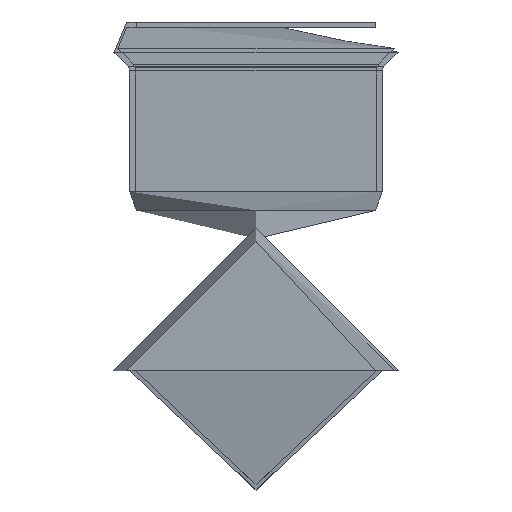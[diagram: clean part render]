
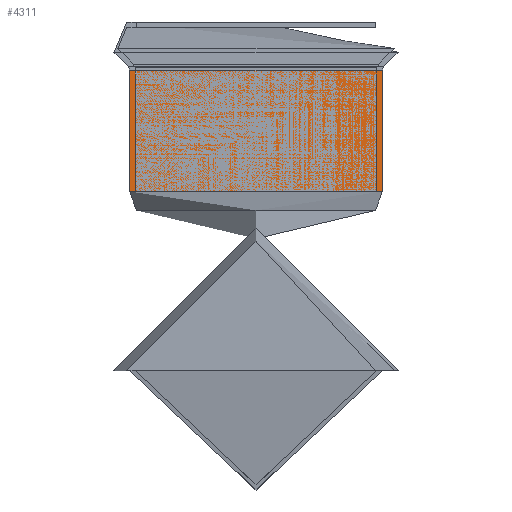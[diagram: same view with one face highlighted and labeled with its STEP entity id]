
A CAD part, left-side view. The second image highlights one B-rep face of the part: STEP entity #4311.
In plain terms, the highlighted free-form (B-spline) face has degree [1, 2] with [2, 9] control points.
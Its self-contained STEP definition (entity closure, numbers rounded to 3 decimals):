
#4250 = VERTEX_POINT('',#4251);
#4251 = CARTESIAN_POINT('',(17.912,0.,46.95));
#4257 = EDGE_CURVE('',#4258,#4250,#4260,.T.);
#4258 = VERTEX_POINT('',#4259);
#4259 = CARTESIAN_POINT('',(17.912,46.95,0.));
#4260 = ( BOUNDED_CURVE() B_SPLINE_CURVE(2,(#4261,#4262,#4263),
.UNSPECIFIED.,.F.,.F.) B_SPLINE_CURVE_WITH_KNOTS((3,3),(0.,
1.571),.PIECEWISE_BEZIER_KNOTS.) CURVE() 
GEOMETRIC_REPRESENTATION_ITEM() RATIONAL_B_SPLINE_CURVE((1.,
0.707,1.)) REPRESENTATION_ITEM('') );
#4261 = CARTESIAN_POINT('',(17.912,46.95,0.));
#4262 = CARTESIAN_POINT('',(17.912,46.95,46.95));
#4263 = CARTESIAN_POINT('',(17.912,0.,46.95));
#4265 = EDGE_CURVE('',#4266,#4258,#4268,.T.);
#4266 = VERTEX_POINT('',#4267);
#4267 = CARTESIAN_POINT('',(17.912,-46.95,0.));
#4268 = ( BOUNDED_CURVE() B_SPLINE_CURVE(2,(#4269,#4270,#4271,#4272,
#4273),.UNSPECIFIED.,.F.,.F.) B_SPLINE_CURVE_WITH_KNOTS((3,2,3),(
    3.142,4.712,6.283),
.PIECEWISE_BEZIER_KNOTS.) CURVE() GEOMETRIC_REPRESENTATION_ITEM() 
RATIONAL_B_SPLINE_CURVE((1.,0.707,1.,0.707,1.)) 
REPRESENTATION_ITEM('') );
#4269 = CARTESIAN_POINT('',(17.912,-46.95,0.));
#4270 = CARTESIAN_POINT('',(17.912,-46.95,-46.95));
#4271 = CARTESIAN_POINT('',(17.912,0.,-46.95)
  );
#4272 = CARTESIAN_POINT('',(17.912,46.95,-46.95));
#4273 = CARTESIAN_POINT('',(17.912,46.95,0.));
#4275 = EDGE_CURVE('',#4250,#4266,#4276,.T.);
#4276 = ( BOUNDED_CURVE() B_SPLINE_CURVE(2,(#4277,#4278,#4279),
.UNSPECIFIED.,.F.,.F.) B_SPLINE_CURVE_WITH_KNOTS((3,3),(1.571,
3.142),.PIECEWISE_BEZIER_KNOTS.) CURVE() 
GEOMETRIC_REPRESENTATION_ITEM() RATIONAL_B_SPLINE_CURVE((1.,
0.707,1.)) REPRESENTATION_ITEM('') );
#4277 = CARTESIAN_POINT('',(17.912,0.,46.95));
#4278 = CARTESIAN_POINT('',(17.912,-46.95,46.95));
#4279 = CARTESIAN_POINT('',(17.912,-46.95,0.));
#4311 = ADVANCED_FACE('',(#4312),#4343,.T.);
#4312 = FACE_BOUND('',#4313,.T.);
#4313 = EDGE_LOOP('',(#4314,#4326,#4334,#4339,#4340,#4341,#4342));
#4314 = ORIENTED_EDGE('',*,*,#4315,.F.);
#4315 = EDGE_CURVE('',#4316,#4318,#4320,.T.);
#4316 = VERTEX_POINT('',#4317);
#4317 = CARTESIAN_POINT('',(63.,46.95,0.));
#4318 = VERTEX_POINT('',#4319);
#4319 = CARTESIAN_POINT('',(63.,-46.95,0.));
#4320 = ( BOUNDED_CURVE() B_SPLINE_CURVE(2,(#4321,#4322,#4323,#4324,
#4325),.UNSPECIFIED.,.F.,.F.) B_SPLINE_CURVE_WITH_KNOTS((3,2,3),(0.,
1.571,3.142),.UNSPECIFIED.) CURVE() 
GEOMETRIC_REPRESENTATION_ITEM() RATIONAL_B_SPLINE_CURVE((1.,
0.707,1.,0.707,1.)) REPRESENTATION_ITEM('') );
#4321 = CARTESIAN_POINT('',(63.,46.95,0.));
#4322 = CARTESIAN_POINT('',(63.,46.95,46.95));
#4323 = CARTESIAN_POINT('',(63.,0.,46.95));
#4324 = CARTESIAN_POINT('',(63.,-46.95,46.95));
#4325 = CARTESIAN_POINT('',(63.,-46.95,0.));
#4326 = ORIENTED_EDGE('',*,*,#4327,.F.);
#4327 = EDGE_CURVE('',#4318,#4316,#4328,.T.);
#4328 = ( BOUNDED_CURVE() B_SPLINE_CURVE(2,(#4329,#4330,#4331,#4332,
#4333),.UNSPECIFIED.,.F.,.F.) B_SPLINE_CURVE_WITH_KNOTS((3,2,3),(
    3.142,4.712,6.283),
.PIECEWISE_BEZIER_KNOTS.) CURVE() GEOMETRIC_REPRESENTATION_ITEM() 
RATIONAL_B_SPLINE_CURVE((1.,0.707,1.,0.707,1.)) 
REPRESENTATION_ITEM('') );
#4329 = CARTESIAN_POINT('',(63.,-46.95,0.));
#4330 = CARTESIAN_POINT('',(63.,-46.95,-46.95));
#4331 = CARTESIAN_POINT('',(63.,0.,-46.95));
#4332 = CARTESIAN_POINT('',(63.,46.95,-46.95));
#4333 = CARTESIAN_POINT('',(63.,46.95,0.));
#4334 = ORIENTED_EDGE('',*,*,#4335,.T.);
#4335 = EDGE_CURVE('',#4318,#4266,#4336,.T.);
#4336 = B_SPLINE_CURVE_WITH_KNOTS('',1,(#4337,#4338),.UNSPECIFIED.,.F.,
  .F.,(2,2),(-0.48,0.48),.PIECEWISE_BEZIER_KNOTS.);
#4337 = CARTESIAN_POINT('',(63.,-46.95,0.));
#4338 = CARTESIAN_POINT('',(17.912,-46.95,0.));
#4339 = ORIENTED_EDGE('',*,*,#4265,.T.);
#4340 = ORIENTED_EDGE('',*,*,#4257,.T.);
#4341 = ORIENTED_EDGE('',*,*,#4275,.T.);
#4342 = ORIENTED_EDGE('',*,*,#4335,.F.);
#4343 = ( BOUNDED_SURFACE() B_SPLINE_SURFACE(1,2,(
    (#4344,#4345,#4346,#4347,#4348,#4349,#4350,#4351,#4352)
    ,(#4353,#4354,#4355,#4356,#4357,#4358,#4359,#4360,#4361
)),.UNSPECIFIED.,.F.,.T.,.F.) B_SPLINE_SURFACE_WITH_KNOTS((2,2),(1,2,2,2
    ,2,2,1),(-0.48,0.48),(-4.712,
    -3.142,-1.571,0.,1.571,3.142,
4.712),.UNSPECIFIED.) GEOMETRIC_REPRESENTATION_ITEM() 
RATIONAL_B_SPLINE_SURFACE((
    (1.,0.707,1.,0.707,1.,0.707,1.
      ,0.707,1.)
    ,(1.,0.707,1.,0.707,1.,0.707,1.
,0.707,1.))) REPRESENTATION_ITEM('') SURFACE() );
#4344 = CARTESIAN_POINT('',(63.,-46.95,0.));
#4345 = CARTESIAN_POINT('',(63.,-46.95,-46.95));
#4346 = CARTESIAN_POINT('',(63.,0.,-46.95));
#4347 = CARTESIAN_POINT('',(63.,46.95,-46.95));
#4348 = CARTESIAN_POINT('',(63.,46.95,0.));
#4349 = CARTESIAN_POINT('',(63.,46.95,46.95));
#4350 = CARTESIAN_POINT('',(63.,0.,46.95));
#4351 = CARTESIAN_POINT('',(63.,-46.95,46.95));
#4352 = CARTESIAN_POINT('',(63.,-46.95,0.));
#4353 = CARTESIAN_POINT('',(17.912,-46.95,0.));
#4354 = CARTESIAN_POINT('',(17.912,-46.95,-46.95));
#4355 = CARTESIAN_POINT('',(17.912,0.,-46.95));
#4356 = CARTESIAN_POINT('',(17.912,46.95,-46.95));
#4357 = CARTESIAN_POINT('',(17.912,46.95,0.));
#4358 = CARTESIAN_POINT('',(17.912,46.95,46.95));
#4359 = CARTESIAN_POINT('',(17.912,0.,46.95));
#4360 = CARTESIAN_POINT('',(17.912,-46.95,46.95));
#4361 = CARTESIAN_POINT('',(17.912,-46.95,0.));
